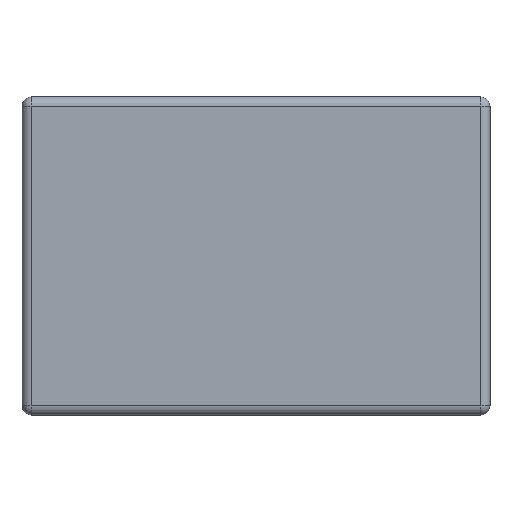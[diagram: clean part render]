
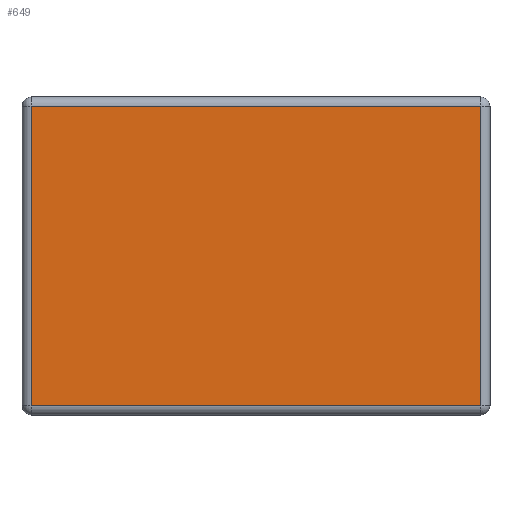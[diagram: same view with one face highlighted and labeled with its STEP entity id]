
A CAD part, left-side view. The second image highlights one B-rep face of the part: STEP entity #649.
In plain terms, the highlighted planar face has unit normal (-1, 0, 0).
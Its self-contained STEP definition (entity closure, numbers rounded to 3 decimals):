
#39 = DIRECTION ( 'NONE',  ( 0., 1., 0. ) ) ;
#104 = ORIENTED_EDGE ( 'NONE', *, *, #1445, .T. ) ;
#149 = LINE ( 'NONE', #805, #1715 ) ;
#316 = VECTOR ( 'NONE', #2083, 1000. ) ;
#530 = EDGE_CURVE ( 'NONE', #1407, #2853, #2103, .T. ) ;
#649 = ADVANCED_FACE ( 'NONE', ( #2819 ), #2835, .T. ) ;
#805 = CARTESIAN_POINT ( 'NONE',  ( -1.6, -1.2, 1.7 ) ) ;
#877 = CARTESIAN_POINT ( 'NONE',  ( -1.6, 1.2, 1.65 ) ) ;
#1008 = DIRECTION ( 'NONE',  ( 0., 0., 1. ) ) ;
#1023 = CARTESIAN_POINT ( 'NONE',  ( -1.6, 0., 1.7 ) ) ;
#1136 = CARTESIAN_POINT ( 'NONE',  ( -1.6, -1.25, 0.05 ) ) ;
#1274 = CARTESIAN_POINT ( 'NONE',  ( -1.6, -1.2, 0.05 ) ) ;
#1279 = VERTEX_POINT ( 'NONE', #1274 ) ;
#1407 = VERTEX_POINT ( 'NONE', #1525 ) ;
#1445 = EDGE_CURVE ( 'NONE', #2853, #2930, #1838, .T. ) ;
#1506 = DIRECTION ( 'NONE',  ( -1., 0., 0. ) ) ;
#1525 = CARTESIAN_POINT ( 'NONE',  ( -1.6, -1.2, 1.65 ) ) ;
#1544 = ORIENTED_EDGE ( 'NONE', *, *, #1807, .T. ) ;
#1637 = CARTESIAN_POINT ( 'NONE',  ( -1.6, 1.2, 0.05 ) ) ;
#1663 = EDGE_CURVE ( 'NONE', #1279, #1407, #149, .T. ) ;
#1666 = ORIENTED_EDGE ( 'NONE', *, *, #530, .T. ) ;
#1667 = AXIS2_PLACEMENT_3D ( 'NONE', #1023, #1506, #1008 ) ;
#1696 = ORIENTED_EDGE ( 'NONE', *, *, #1663, .T. ) ;
#1715 = VECTOR ( 'NONE', #2624, 1000. ) ;
#1807 = EDGE_CURVE ( 'NONE', #2930, #1279, #2065, .T. ) ;
#1824 = CARTESIAN_POINT ( 'NONE',  ( -1.6, 1.2, 0. ) ) ;
#1838 = LINE ( 'NONE', #1824, #2818 ) ;
#2065 = LINE ( 'NONE', #1136, #316 ) ;
#2077 = CARTESIAN_POINT ( 'NONE',  ( -1.6, 0., 1.65 ) ) ;
#2083 = DIRECTION ( 'NONE',  ( 0., -1., 0. ) ) ;
#2103 = LINE ( 'NONE', #2077, #2418 ) ;
#2418 = VECTOR ( 'NONE', #39, 1000. ) ;
#2524 = DIRECTION ( 'NONE',  ( 0., 0., -1. ) ) ;
#2624 = DIRECTION ( 'NONE',  ( 0., 0., 1. ) ) ;
#2818 = VECTOR ( 'NONE', #2524, 1000. ) ;
#2819 = FACE_OUTER_BOUND ( 'NONE', #2875, .T. ) ;
#2835 = PLANE ( 'NONE',  #1667 ) ;
#2853 = VERTEX_POINT ( 'NONE', #877 ) ;
#2875 = EDGE_LOOP ( 'NONE', ( #1666, #104, #1544, #1696 ) ) ;
#2930 = VERTEX_POINT ( 'NONE', #1637 ) ;
